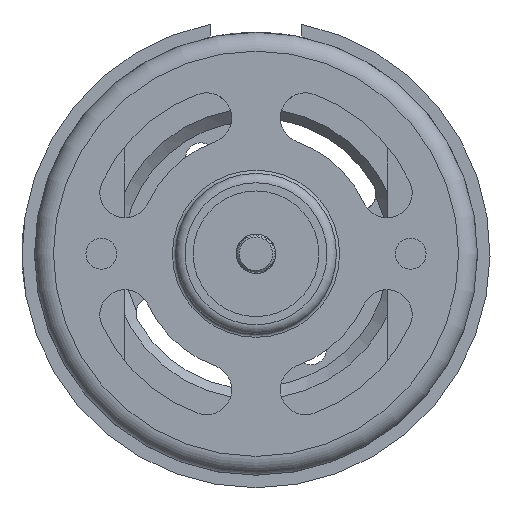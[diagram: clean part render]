
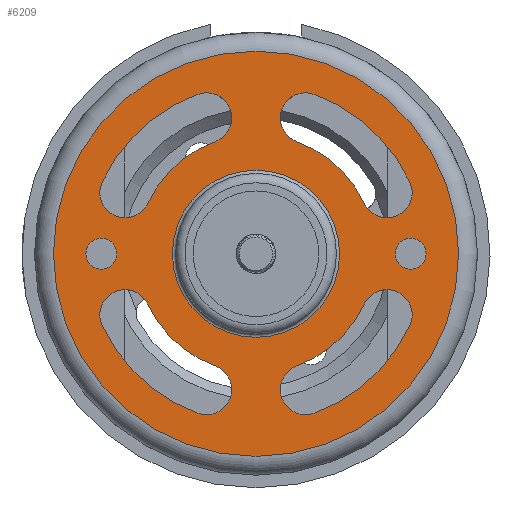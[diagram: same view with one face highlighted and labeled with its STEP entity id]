
A CAD part, left-side view. The second image highlights one B-rep face of the part: STEP entity #6209.
In plain terms, the highlighted planar face has unit normal (-1, 0, 0).
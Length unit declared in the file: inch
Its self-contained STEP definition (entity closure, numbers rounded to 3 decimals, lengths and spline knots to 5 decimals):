
#366=FACE_BOUND($,#1416,.T.);
#367=FACE_BOUND($,#1417,.T.);
#368=FACE_BOUND($,#1418,.T.);
#369=FACE_BOUND($,#1419,.T.);
#370=FACE_BOUND($,#1420,.T.);
#371=FACE_BOUND($,#1421,.T.);
#372=FACE_BOUND($,#1422,.T.);
#604=CIRCLE($,#6804,0.26591);
#606=CIRCLE($,#6807,0.64472);
#607=CIRCLE($,#6808,0.04921);
#608=CIRCLE($,#6809,0.38);
#609=CIRCLE($,#6810,0.08);
#610=CIRCLE($,#6811,0.54);
#611=CIRCLE($,#6812,0.08);
#612=CIRCLE($,#6813,0.54);
#613=CIRCLE($,#6814,0.08);
#614=CIRCLE($,#6815,0.38);
#615=CIRCLE($,#6816,0.08);
#616=CIRCLE($,#6817,0.38);
#617=CIRCLE($,#6818,0.08);
#618=CIRCLE($,#6819,0.54);
#619=CIRCLE($,#6820,0.08);
#620=CIRCLE($,#6821,0.38);
#621=CIRCLE($,#6822,0.08);
#622=CIRCLE($,#6823,0.54);
#623=CIRCLE($,#6824,0.08);
#624=CIRCLE($,#6825,0.04921);
#982=FACE_OUTER_BOUND($,#1415,.T.);
#1415=EDGE_LOOP($,(#5314));
#1416=EDGE_LOOP($,(#5315));
#1417=EDGE_LOOP($,(#5316));
#1418=EDGE_LOOP($,(#5317,#5318,#5319,#5320));
#1419=EDGE_LOOP($,(#5321,#5322,#5323,#5324));
#1420=EDGE_LOOP($,(#5325,#5326,#5327,#5328));
#1421=EDGE_LOOP($,(#5329,#5330,#5331,#5332));
#1422=EDGE_LOOP($,(#5333));
#2919=VERTEX_POINT($,#11124);
#2921=VERTEX_POINT($,#11129);
#2922=VERTEX_POINT($,#11131);
#2923=VERTEX_POINT($,#11133);
#2924=VERTEX_POINT($,#11134);
#2925=VERTEX_POINT($,#11136);
#2926=VERTEX_POINT($,#11138);
#2927=VERTEX_POINT($,#11141);
#2928=VERTEX_POINT($,#11142);
#2929=VERTEX_POINT($,#11144);
#2930=VERTEX_POINT($,#11146);
#2931=VERTEX_POINT($,#11149);
#2932=VERTEX_POINT($,#11150);
#2933=VERTEX_POINT($,#11152);
#2934=VERTEX_POINT($,#11154);
#2935=VERTEX_POINT($,#11157);
#2936=VERTEX_POINT($,#11158);
#2937=VERTEX_POINT($,#11160);
#2938=VERTEX_POINT($,#11162);
#2939=VERTEX_POINT($,#11165);
#3739=EDGE_CURVE($,#2919,#2919,#604,.T.);
#3741=EDGE_CURVE($,#2921,#2921,#606,.T.);
#3742=EDGE_CURVE($,#2922,#2922,#607,.T.);
#3743=EDGE_CURVE($,#2923,#2924,#608,.T.);
#3744=EDGE_CURVE($,#2924,#2925,#609,.T.);
#3745=EDGE_CURVE($,#2925,#2926,#610,.T.);
#3746=EDGE_CURVE($,#2926,#2923,#611,.T.);
#3747=EDGE_CURVE($,#2927,#2928,#612,.T.);
#3748=EDGE_CURVE($,#2928,#2929,#613,.T.);
#3749=EDGE_CURVE($,#2929,#2930,#614,.T.);
#3750=EDGE_CURVE($,#2930,#2927,#615,.T.);
#3751=EDGE_CURVE($,#2931,#2932,#616,.T.);
#3752=EDGE_CURVE($,#2932,#2933,#617,.T.);
#3753=EDGE_CURVE($,#2933,#2934,#618,.T.);
#3754=EDGE_CURVE($,#2934,#2931,#619,.T.);
#3755=EDGE_CURVE($,#2935,#2936,#620,.T.);
#3756=EDGE_CURVE($,#2936,#2937,#621,.T.);
#3757=EDGE_CURVE($,#2937,#2938,#622,.T.);
#3758=EDGE_CURVE($,#2938,#2935,#623,.T.);
#3759=EDGE_CURVE($,#2939,#2939,#624,.T.);
#5314=ORIENTED_EDGE($,*,*,#3741,.T.);
#5315=ORIENTED_EDGE($,*,*,#3739,.T.);
#5316=ORIENTED_EDGE($,*,*,#3742,.T.);
#5317=ORIENTED_EDGE($,*,*,#3743,.T.);
#5318=ORIENTED_EDGE($,*,*,#3744,.T.);
#5319=ORIENTED_EDGE($,*,*,#3745,.T.);
#5320=ORIENTED_EDGE($,*,*,#3746,.T.);
#5321=ORIENTED_EDGE($,*,*,#3747,.T.);
#5322=ORIENTED_EDGE($,*,*,#3748,.T.);
#5323=ORIENTED_EDGE($,*,*,#3749,.T.);
#5324=ORIENTED_EDGE($,*,*,#3750,.T.);
#5325=ORIENTED_EDGE($,*,*,#3751,.T.);
#5326=ORIENTED_EDGE($,*,*,#3752,.T.);
#5327=ORIENTED_EDGE($,*,*,#3753,.T.);
#5328=ORIENTED_EDGE($,*,*,#3754,.T.);
#5329=ORIENTED_EDGE($,*,*,#3755,.T.);
#5330=ORIENTED_EDGE($,*,*,#3756,.T.);
#5331=ORIENTED_EDGE($,*,*,#3757,.T.);
#5332=ORIENTED_EDGE($,*,*,#3758,.T.);
#5333=ORIENTED_EDGE($,*,*,#3759,.T.);
#5875=PLANE($,#6806);
#6209=ADVANCED_FACE($,(#982,#366,#367,#368,#369,#370,#371,#372),#5875,.F.);
#6804=AXIS2_PLACEMENT_3D($,#11125,#8389,#8390);
#6806=AXIS2_PLACEMENT_3D($,#11128,#8393,#8394);
#6807=AXIS2_PLACEMENT_3D($,#11130,#8395,#8396);
#6808=AXIS2_PLACEMENT_3D($,#11132,#8397,#8398);
#6809=AXIS2_PLACEMENT_3D($,#11135,#8399,#8400);
#6810=AXIS2_PLACEMENT_3D($,#11137,#8401,#8402);
#6811=AXIS2_PLACEMENT_3D($,#11139,#8403,#8404);
#6812=AXIS2_PLACEMENT_3D($,#11140,#8405,#8406);
#6813=AXIS2_PLACEMENT_3D($,#11143,#8407,#8408);
#6814=AXIS2_PLACEMENT_3D($,#11145,#8409,#8410);
#6815=AXIS2_PLACEMENT_3D($,#11147,#8411,#8412);
#6816=AXIS2_PLACEMENT_3D($,#11148,#8413,#8414);
#6817=AXIS2_PLACEMENT_3D($,#11151,#8415,#8416);
#6818=AXIS2_PLACEMENT_3D($,#11153,#8417,#8418);
#6819=AXIS2_PLACEMENT_3D($,#11155,#8419,#8420);
#6820=AXIS2_PLACEMENT_3D($,#11156,#8421,#8422);
#6821=AXIS2_PLACEMENT_3D($,#11159,#8423,#8424);
#6822=AXIS2_PLACEMENT_3D($,#11161,#8425,#8426);
#6823=AXIS2_PLACEMENT_3D($,#11163,#8427,#8428);
#6824=AXIS2_PLACEMENT_3D($,#11164,#8429,#8430);
#6825=AXIS2_PLACEMENT_3D($,#11166,#8431,#8432);
#8389=DIRECTION('center_axis',(1.,0.,0.));
#8390=DIRECTION('ref_axis',(0.,0.,1.));
#8393=DIRECTION('center_axis',(1.,0.,0.));
#8394=DIRECTION('ref_axis',(0.,0.,-1.));
#8395=DIRECTION('center_axis',(-1.,0.,0.));
#8396=DIRECTION('ref_axis',(0.,0.,-1.));
#8397=DIRECTION('center_axis',(1.,0.,0.));
#8398=DIRECTION('ref_axis',(0.,0.,-1.));
#8399=DIRECTION('center_axis',(-1.,0.,0.));
#8400=DIRECTION('ref_axis',(0.,0.342,0.94));
#8401=DIRECTION('center_axis',(1.,0.,0.));
#8402=DIRECTION('ref_axis',(0.,-0.906,-0.423));
#8403=DIRECTION('center_axis',(1.,0.,0.));
#8404=DIRECTION('ref_axis',(0.,0.906,0.423));
#8405=DIRECTION('center_axis',(1.,0.,0.));
#8406=DIRECTION('ref_axis',(0.,0.,1.));
#8407=DIRECTION('center_axis',(1.,0.,0.));
#8408=DIRECTION('ref_axis',(0.,-0.906,-0.423));
#8409=DIRECTION('center_axis',(1.,0.,0.));
#8410=DIRECTION('ref_axis',(0.,-0.342,-0.94));
#8411=DIRECTION('center_axis',(-1.,0.,0.));
#8412=DIRECTION('ref_axis',(0.,-0.342,-0.94));
#8413=DIRECTION('center_axis',(1.,0.,0.));
#8414=DIRECTION('ref_axis',(0.,0.,1.));
#8415=DIRECTION('center_axis',(-1.,0.,0.));
#8416=DIRECTION('ref_axis',(0.,-0.906,0.423));
#8417=DIRECTION('center_axis',(1.,0.,0.));
#8418=DIRECTION('ref_axis',(0.,0.,1.));
#8419=DIRECTION('center_axis',(1.,0.,0.));
#8420=DIRECTION('ref_axis',(0.,-0.342,0.94));
#8421=DIRECTION('center_axis',(1.,0.,0.));
#8422=DIRECTION('ref_axis',(0.,-0.906,0.423));
#8423=DIRECTION('center_axis',(-1.,0.,0.));
#8424=DIRECTION('ref_axis',(0.,0.906,-0.423));
#8425=DIRECTION('center_axis',(1.,0.,0.));
#8426=DIRECTION('ref_axis',(0.,-0.342,0.94));
#8427=DIRECTION('center_axis',(1.,0.,0.));
#8428=DIRECTION('ref_axis',(0.,0.342,-0.94));
#8429=DIRECTION('center_axis',(1.,0.,0.));
#8430=DIRECTION('ref_axis',(0.,0.,1.));
#8431=DIRECTION('center_axis',(1.,0.,0.));
#8432=DIRECTION('ref_axis',(0.,0.,-1.));
#11124=CARTESIAN_POINT('',(-2.24409,0.,-0.26591));
#11125=CARTESIAN_POINT('Origin',(-2.24409,0.,0.));
#11128=CARTESIAN_POINT('Origin',(-2.24409,0.,0.));
#11129=CARTESIAN_POINT('',(-2.24409,0.,-0.64472));
#11130=CARTESIAN_POINT('Origin',(-2.24409,0.,0.));
#11131=CARTESIAN_POINT('',(-2.24409,-0.49213,0.04921));
#11132=CARTESIAN_POINT('Origin',(-2.24409,-0.49213,0.));
#11133=CARTESIAN_POINT('',(-2.24409,0.12997,0.35708));
#11134=CARTESIAN_POINT('',(-2.24409,0.3444,0.16059));
#11135=CARTESIAN_POINT('Origin',(-2.24409,0.,0.));
#11136=CARTESIAN_POINT('',(-2.24409,0.48941,0.22821));
#11137=CARTESIAN_POINT('Origin',(-2.24409,0.4169,0.1944));
#11138=CARTESIAN_POINT('',(-2.24409,0.18469,0.50743));
#11139=CARTESIAN_POINT('Origin',(-2.24409,0.,0.));
#11140=CARTESIAN_POINT('Origin',(-2.24409,0.15733,0.43226));
#11141=CARTESIAN_POINT('',(-2.24409,-0.48941,-0.22821));
#11142=CARTESIAN_POINT('',(-2.24409,-0.18469,-0.50743));
#11143=CARTESIAN_POINT('Origin',(-2.24409,0.,0.));
#11144=CARTESIAN_POINT('',(-2.24409,-0.12997,-0.35708));
#11145=CARTESIAN_POINT('Origin',(-2.24409,-0.15733,-0.43226));
#11146=CARTESIAN_POINT('',(-2.24409,-0.3444,-0.16059));
#11147=CARTESIAN_POINT('Origin',(-2.24409,0.,0.));
#11148=CARTESIAN_POINT('Origin',(-2.24409,-0.4169,-0.1944));
#11149=CARTESIAN_POINT('',(-2.24409,-0.3444,0.16059));
#11150=CARTESIAN_POINT('',(-2.24409,-0.12997,0.35708));
#11151=CARTESIAN_POINT('Origin',(-2.24409,0.,0.));
#11152=CARTESIAN_POINT('',(-2.24409,-0.18469,0.50743));
#11153=CARTESIAN_POINT('Origin',(-2.24409,-0.15733,0.43226));
#11154=CARTESIAN_POINT('',(-2.24409,-0.48941,0.22821));
#11155=CARTESIAN_POINT('Origin',(-2.24409,0.,0.));
#11156=CARTESIAN_POINT('Origin',(-2.24409,-0.4169,0.1944));
#11157=CARTESIAN_POINT('',(-2.24409,0.3444,-0.16059));
#11158=CARTESIAN_POINT('',(-2.24409,0.12997,-0.35708));
#11159=CARTESIAN_POINT('Origin',(-2.24409,0.,0.));
#11160=CARTESIAN_POINT('',(-2.24409,0.18469,-0.50743));
#11161=CARTESIAN_POINT('Origin',(-2.24409,0.15733,-0.43226));
#11162=CARTESIAN_POINT('',(-2.24409,0.48941,-0.22821));
#11163=CARTESIAN_POINT('Origin',(-2.24409,0.,0.));
#11164=CARTESIAN_POINT('Origin',(-2.24409,0.4169,-0.1944));
#11165=CARTESIAN_POINT('',(-2.24409,0.49213,0.04921));
#11166=CARTESIAN_POINT('Origin',(-2.24409,0.49213,0.));
